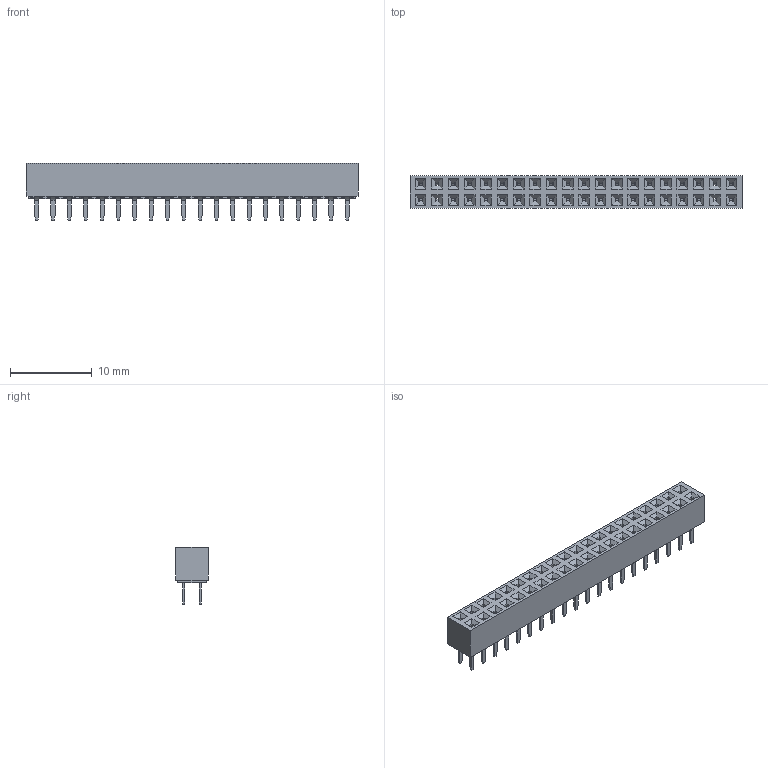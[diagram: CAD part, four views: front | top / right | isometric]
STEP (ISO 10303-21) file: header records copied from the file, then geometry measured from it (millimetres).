
FILE_DESCRIPTION(/* description */ ('Unknown'),/* implementation_level */ '2;1');
FILE_NAME(/* name */ '62004021821',/* time_stamp */ '2017-10-26T15:06:34+02:00',/* author */ ('Unknown'),/* organization */ ('Unknown'),/* preprocessor_version */ 'ST-DEVELOPER v16.7',/* originating_system */ 'DEX',/* authorisation */ $);
FILE_SCHEMA (('AUTOMOTIVE_DESIGN {1 0 10303 214 3 1 1}'));
Length unit declared in the file: millimetre
Products named in the file (3): 6200xx21821; 62004021821
Assembly tree (41 placements, depth 2):
  6200xx21821
    62004021821
    6200xx21821  x40
Bounding box: 40.6 x 4 x 7 mm (x, y, z)
Volume: 481.2 mm3; surface area: 2582.9 mm2
Topology: 41 solids, 41 shells, 4851 faces, 12864 edges, 8096 vertices
Faces by surface type: plane 3171, cylinder 1520, bspline 160
Entity records: 24366 total; most frequent: CARTESIAN_POINT 4331, ORIENTED_EDGE 4200, DIRECTION 3826, EDGE_CURVE 2100, LINE 2024, VECTOR 2024, VERTEX_POINT 1310, AXIS2_PLACEMENT_3D 901
